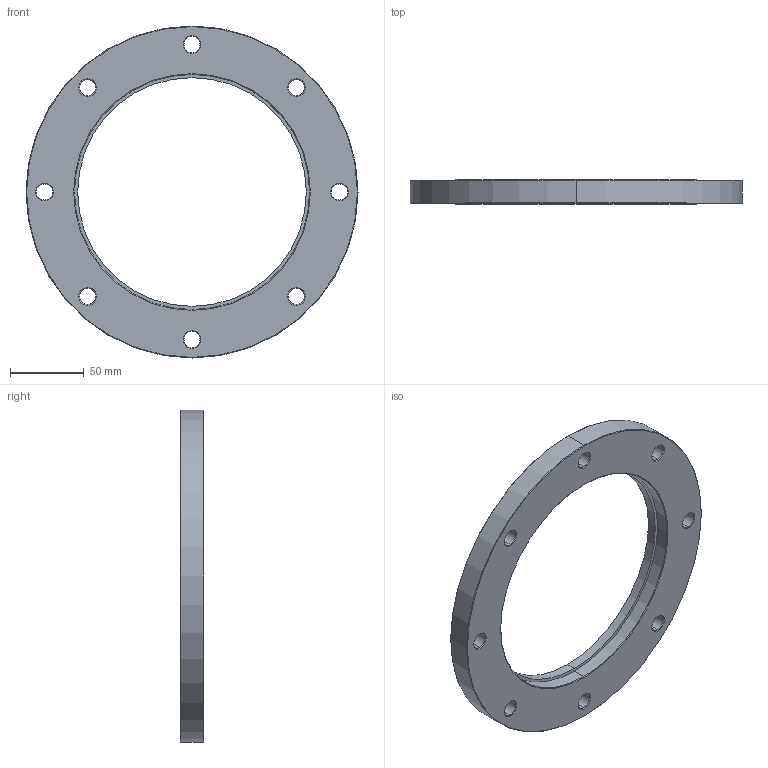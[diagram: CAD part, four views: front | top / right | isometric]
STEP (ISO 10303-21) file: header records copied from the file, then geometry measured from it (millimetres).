
FILE_DESCRIPTION (( 'STEP AP214' ), '1' );
FILE_NAME ('Hositrad_ISO-F160-159.STEP', '2017-06-01T13:35:06', ( 'Gebruiker' ), ( '' ), 'SwSTEP 2.0', 'SolidWorks 2017', '' );
FILE_SCHEMA (( 'AUTOMOTIVE_DESIGN' ));
Length unit declared in the file: millimetre
Products named in the file (1): Hositrad_ISO-F160-159
Bounding box: 225 x 16 x 225 mm (x, y, z)
Volume: 311532.7 mm3; surface area: 63283.5 mm2
Topology: 1 solids, 1 shells, 63 faces, 142 edges, 82 vertices
Faces by surface type: cone 38, cylinder 22, plane 3
Entity records: 1824 total; most frequent: DIRECTION 352, CARTESIAN_POINT 288, ORIENTED_EDGE 284, AXIS2_PLACEMENT_3D 146, EDGE_CURVE 142, CIRCLE 82, VERTEX_POINT 82, EDGE_LOOP 82
